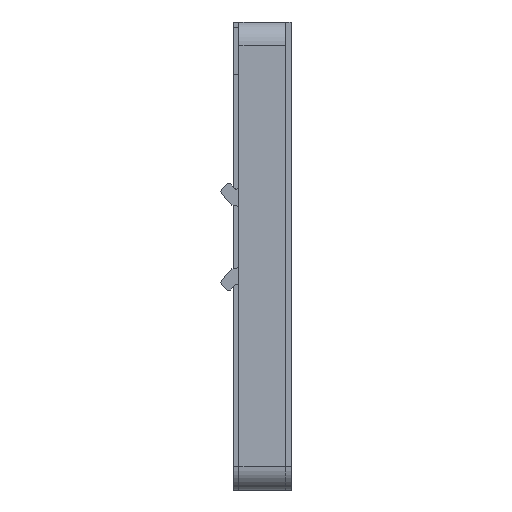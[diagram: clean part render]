
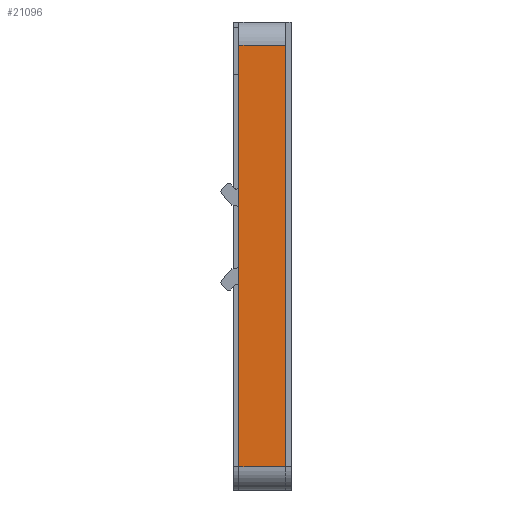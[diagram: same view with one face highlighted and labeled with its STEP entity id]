
A CAD part, left-side view. The second image highlights one B-rep face of the part: STEP entity #21096.
In plain terms, the highlighted planar face has unit normal (-1, 0, 0).
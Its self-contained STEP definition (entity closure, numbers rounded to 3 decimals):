
#21057=CARTESIAN_POINT('POINT1217',(-106.031,-0.232,9.45
   ));
#21058=VERTEX_POINT('VERTEX1217',#21057);
#21059=CARTESIAN_POINT('POINT1218',(-106.031,-0.232,
   -9.45));
#21060=VERTEX_POINT('VERTEX1218',#21059);
#21061=CARTESIAN_POINT('POS2497',(-106.031,-0.232,0.));
#21062=DIRECTION('DIR3617',(0.,0.,-1.));
#21063=VECTOR('VEC1377',#21062,25.4);
#21064=LINE('STRAIGHT1377',#21061,#21063);
#21065=EDGE_CURVE('EDGE1825',#21058,#21060,#21064,.T.);
#21066=ORIENTED_EDGE('COEDGE3585',*,*,#21065,.T.);
#21067=CARTESIAN_POINT('POINT1219',(-106.031,-2.32,
   -9.45));
#21068=VERTEX_POINT('VERTEX1219',#21067);
#21069=CARTESIAN_POINT('POS2498',(-106.031,-1.276,-9.45
   ));
#21070=DIRECTION('DIR3618',(0.,1.,0.));
#21071=VECTOR('VEC1378',#21070,25.4);
#21072=LINE('STRAIGHT1378',#21069,#21071);
#21073=EDGE_CURVE('EDGE1826',#21068,#21060,#21072,.T.);
#21074=ORIENTED_EDGE('COEDGE3586',*,*,#21073,.F.);
#21075=CARTESIAN_POINT('POINT1220',(-106.031,-2.32,9.45
   ));
#21076=VERTEX_POINT('VERTEX1220',#21075);
#21077=CARTESIAN_POINT('POS2499',(-106.031,-2.32,0.));
#21078=DIRECTION('DIR3619',(0.,0.,-1.));
#21079=VECTOR('VEC1379',#21078,25.4);
#21080=LINE('STRAIGHT1379',#21077,#21079);
#21081=EDGE_CURVE('EDGE1827',#21076,#21068,#21080,.T.);
#21082=ORIENTED_EDGE('COEDGE3587',*,*,#21081,.F.);
#21083=CARTESIAN_POINT('POS2500',(-106.031,-1.276,9.45)
   );
#21084=DIRECTION('DIR3620',(0.,-1.,0.));
#21085=VECTOR('VEC1380',#21084,25.4);
#21086=LINE('STRAIGHT1380',#21083,#21085);
#21087=EDGE_CURVE('EDGE1828',#21058,#21076,#21086,.T.);
#21088=ORIENTED_EDGE('COEDGE3588',*,*,#21087,.F.);
#21089=EDGE_LOOP('NONE',(#21066,#21074,#21082,#21088));
#21090=FACE_BOUND('LOOP1',#21089,.T.);
#21091=CARTESIAN_POINT('POS2501',(-106.031,-1.276,0.))
   ;
#21092=DIRECTION('DIR3621',(1.,0.,0.));
#21093=DIRECTION('DIR3622',(0.,1.,0.));
#21094=AXIS2_PLACEMENT_3D('AXIS1121',#21091,#21092,#21093);
#21095=PLANE('PLANE449',#21094);
#21096=ADVANCED_FACE('FACE673',(#21090),#21095,.F.);
